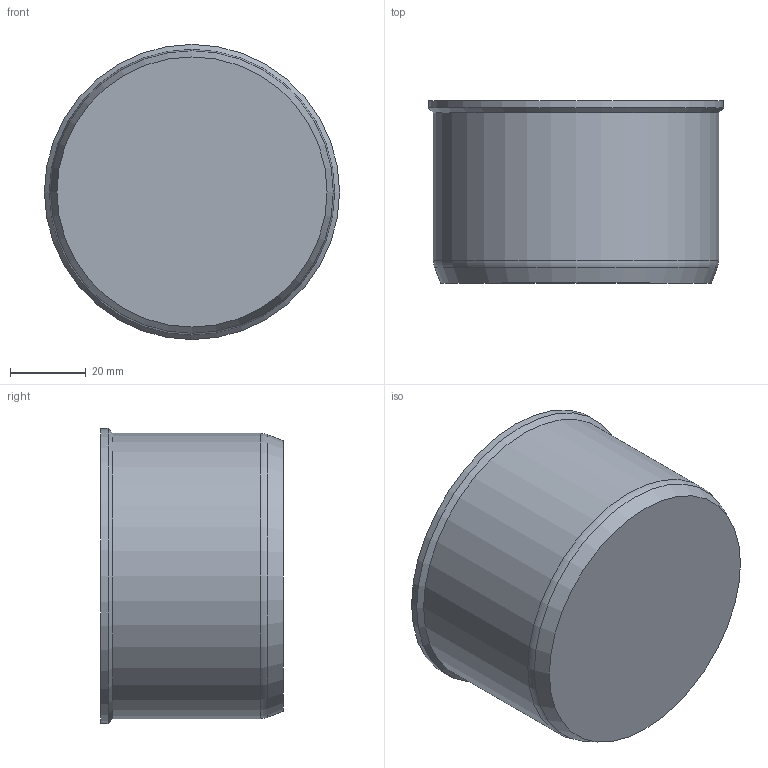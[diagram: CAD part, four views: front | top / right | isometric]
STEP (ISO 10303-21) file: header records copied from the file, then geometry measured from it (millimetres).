
FILE_DESCRIPTION(/* description */ (''),/* implementation_level */ '2;1');
FILE_NAME(/* name */ 'GoPro 7 Pringles Container.step',/* time_stamp */ '2024-07-03T17:29:23+01:00',/* author */ (''),/* organization */ (''),/* preprocessor_version */ 'ST-DEVELOPER v20',/* originating_system */ 'Autodesk Translation Framework v13.14.0.145',/* authorisation */ '');
FILE_SCHEMA (('AUTOMOTIVE_DESIGN { 1 0 10303 214 3 1 1 }'));
Length unit declared in the file: millimetre
Products named in the file (2): Pringles GoPro; Component1
Assembly tree (1 placements, depth 2):
  Pringles GoPro
    Component1
Bounding box: 78 x 48.2 x 78 mm (x, y, z)
Volume: 83335.2 mm3; surface area: 36476.3 mm2
Topology: 1 solids, 1 shells, 208 faces, 493 edges, 283 vertices
Faces by surface type: cylinder 94, plane 54, torus 34, bspline 13, sphere 11, cone 2
Full cylindrical faces by diameter (mm): 72.8 x1, 75.4 x1, 78 x1
Entity records: 6428 total; most frequent: CARTESIAN_POINT 1567, DIRECTION 1094, ORIENTED_EDGE 976, EDGE_CURVE 488, AXIS2_PLACEMENT_3D 441, VERTEX_POINT 283, CIRCLE 221, LINE 212
